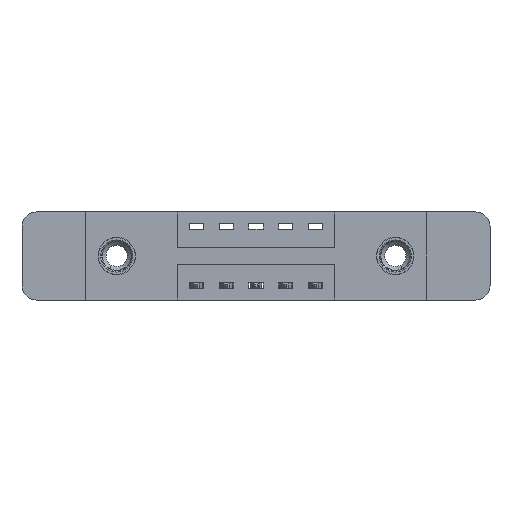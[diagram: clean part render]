
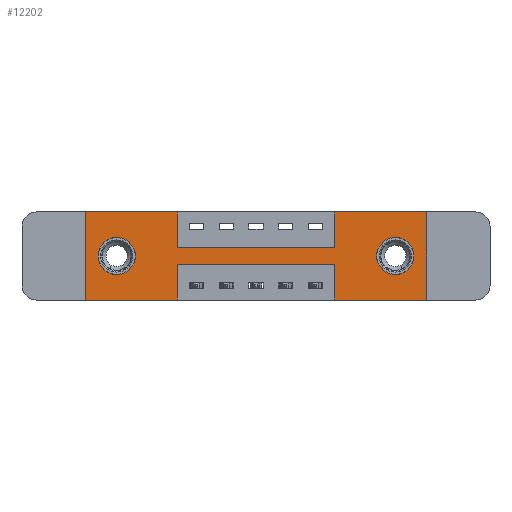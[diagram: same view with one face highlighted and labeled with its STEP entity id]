
A CAD part, front view. The second image highlights one B-rep face of the part: STEP entity #12202.
In plain terms, the highlighted planar face has unit normal (0, -1, 0).
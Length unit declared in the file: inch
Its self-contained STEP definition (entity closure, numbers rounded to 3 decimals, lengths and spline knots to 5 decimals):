
#184 = VECTOR ( 'NONE', #13596, 39.37008 ) ;
#299 = ORIENTED_EDGE ( 'NONE', *, *, #10753, .T. ) ;
#464 = CARTESIAN_POINT ( 'NONE',  ( 0.3875, 0., -0.37 ) ) ;
#468 = EDGE_LOOP ( 'NONE', ( #11808, #299 ) ) ;
#571 = EDGE_CURVE ( 'NONE', #5606, #13023, #3698, .T. ) ;
#604 = EDGE_CURVE ( 'NONE', #5700, #5406, #8215, .T. ) ;
#938 = CARTESIAN_POINT ( 'NONE',  ( 0.3875, 0., -0.15 ) ) ;
#1035 = CIRCLE ( 'NONE', #2846, 0.078 ) ;
#1133 = CARTESIAN_POINT ( 'NONE',  ( 1.0475, 0., -0.22 ) ) ;
#1254 = VECTOR ( 'NONE', #2730, 39.37008 ) ;
#1268 = VECTOR ( 'NONE', #4435, 39.37008 ) ;
#1345 = DIRECTION ( 'NONE',  ( 0., 0., 1. ) ) ;
#1502 = CARTESIAN_POINT ( 'NONE',  ( 1.3025, 0., -0.185 ) ) ;
#1573 = DIRECTION ( 'NONE',  ( 1., 0., 0. ) ) ;
#1575 = ORIENTED_EDGE ( 'NONE', *, *, #3035, .F. ) ;
#1737 = LINE ( 'NONE', #5948, #10715 ) ;
#1905 = CIRCLE ( 'NONE', #2813, 0.078 ) ;
#2000 = EDGE_CURVE ( 'NONE', #3080, #10312, #2520, .T. ) ;
#2087 = ORIENTED_EDGE ( 'NONE', *, *, #5425, .F. ) ;
#2089 = DIRECTION ( 'NONE',  ( 1., 0., 0. ) ) ;
#2358 = DIRECTION ( 'NONE',  ( 0., 1., 0. ) ) ;
#2462 = CARTESIAN_POINT ( 'NONE',  ( 0.3875, 0., -0.22 ) ) ;
#2520 = CIRCLE ( 'NONE', #6912, 0.078 ) ;
#2654 = CARTESIAN_POINT ( 'NONE',  ( 1.3025, 0., -0.185 ) ) ;
#2730 = DIRECTION ( 'NONE',  ( -1., 0., 0. ) ) ;
#2813 = AXIS2_PLACEMENT_3D ( 'NONE', #1502, #8828, #8898 ) ;
#2846 = AXIS2_PLACEMENT_3D ( 'NONE', #10070, #6885, #6067 ) ;
#2848 = ORIENTED_EDGE ( 'NONE', *, *, #6893, .F. ) ;
#2875 = CARTESIAN_POINT ( 'NONE',  ( 1.3025, 0., -0.263 ) ) ;
#3035 = EDGE_CURVE ( 'NONE', #11019, #13287, #1737, .T. ) ;
#3080 = VERTEX_POINT ( 'NONE', #11644 ) ;
#3116 = VERTEX_POINT ( 'NONE', #5646 ) ;
#3207 = DIRECTION ( 'NONE',  ( -1., 0., 0. ) ) ;
#3285 = VECTOR ( 'NONE', #7843, 39.37008 ) ;
#3523 = CARTESIAN_POINT ( 'NONE',  ( 0., 0., 0. ) ) ;
#3698 = LINE ( 'NONE', #3754, #1254 ) ;
#3754 = CARTESIAN_POINT ( 'NONE',  ( 0., 0., -0.37 ) ) ;
#3858 = DIRECTION ( 'NONE',  ( 0., 0., -1. ) ) ;
#3932 = AXIS2_PLACEMENT_3D ( 'NONE', #10219, #13307, #12226 ) ;
#4141 = ORIENTED_EDGE ( 'NONE', *, *, #13709, .F. ) ;
#4205 = EDGE_CURVE ( 'NONE', #5879, #3116, #9639, .T. ) ;
#4435 = DIRECTION ( 'NONE',  ( 0., 0., 1. ) ) ;
#4612 = ORIENTED_EDGE ( 'NONE', *, *, #8669, .F. ) ;
#4669 = EDGE_CURVE ( 'NONE', #13287, #13284, #8122, .T. ) ;
#4749 = CARTESIAN_POINT ( 'NONE',  ( 0.3875, 0., -0.15 ) ) ;
#4774 = FACE_OUTER_BOUND ( 'NONE', #6936, .T. ) ;
#4838 = VECTOR ( 'NONE', #9143, 39.37008 ) ;
#5257 = CIRCLE ( 'NONE', #13672, 0.078 ) ;
#5406 = VERTEX_POINT ( 'NONE', #11209 ) ;
#5425 = EDGE_CURVE ( 'NONE', #13023, #8933, #13593, .T. ) ;
#5449 = VECTOR ( 'NONE', #12207, 39.37008 ) ;
#5606 = VERTEX_POINT ( 'NONE', #5964 ) ;
#5612 = LINE ( 'NONE', #2462, #10953 ) ;
#5646 = CARTESIAN_POINT ( 'NONE',  ( 1.435, 0., 0. ) ) ;
#5700 = VERTEX_POINT ( 'NONE', #464 ) ;
#5879 = VERTEX_POINT ( 'NONE', #9232 ) ;
#5948 = CARTESIAN_POINT ( 'NONE',  ( 0.3875, 0., 0. ) ) ;
#5964 = CARTESIAN_POINT ( 'NONE',  ( 1.435, 0., -0.37 ) ) ;
#5997 = EDGE_LOOP ( 'NONE', ( #9174, #10889 ) ) ;
#6016 = PLANE ( 'NONE',  #3932 ) ;
#6018 = CARTESIAN_POINT ( 'NONE',  ( 1.0475, 0., 0. ) ) ;
#6067 = DIRECTION ( 'NONE',  ( 0., 0., 1. ) ) ;
#6216 = CARTESIAN_POINT ( 'NONE',  ( 1.0475, 0., -0.15 ) ) ;
#6510 = ORIENTED_EDGE ( 'NONE', *, *, #10958, .F. ) ;
#6531 = VECTOR ( 'NONE', #9855, 39.37008 ) ;
#6701 = LINE ( 'NONE', #13085, #5449 ) ;
#6775 = CARTESIAN_POINT ( 'NONE',  ( 0.1325, 0., -0.263 ) ) ;
#6789 = CARTESIAN_POINT ( 'NONE',  ( 1.0475, 0., -0.37 ) ) ;
#6803 = VECTOR ( 'NONE', #1573, 39.37008 ) ;
#6809 = LINE ( 'NONE', #11054, #6803 ) ;
#6885 = DIRECTION ( 'NONE',  ( 0., 1., 0. ) ) ;
#6893 = EDGE_CURVE ( 'NONE', #7115, #11019, #6809, .T. ) ;
#6912 = AXIS2_PLACEMENT_3D ( 'NONE', #11869, #2358, #1345 ) ;
#6936 = EDGE_LOOP ( 'NONE', ( #4141, #4612, #2087, #13143, #6510, #10375, #12811, #10203, #1575, #2848, #7156, #10627 ) ) ;
#6975 = FACE_BOUND ( 'NONE', #468, .T. ) ;
#7115 = VERTEX_POINT ( 'NONE', #13110 ) ;
#7156 = ORIENTED_EDGE ( 'NONE', *, *, #8052, .F. ) ;
#7348 = CARTESIAN_POINT ( 'NONE',  ( 0.3875, 0., -0.37 ) ) ;
#7843 = DIRECTION ( 'NONE',  ( 1., 0., 0. ) ) ;
#8052 = EDGE_CURVE ( 'NONE', #5406, #7115, #13007, .T. ) ;
#8054 = EDGE_CURVE ( 'NONE', #9496, #11873, #1905, .T. ) ;
#8122 = LINE ( 'NONE', #4749, #3285 ) ;
#8215 = LINE ( 'NONE', #10369, #12987 ) ;
#8275 = CARTESIAN_POINT ( 'NONE',  ( 0.3875, 0., -0.22 ) ) ;
#8528 = LINE ( 'NONE', #7348, #184 ) ;
#8663 = DIRECTION ( 'NONE',  ( 0., 1., 0. ) ) ;
#8669 = EDGE_CURVE ( 'NONE', #8933, #10184, #5612, .T. ) ;
#8828 = DIRECTION ( 'NONE',  ( 0., 1., 0. ) ) ;
#8878 = DIRECTION ( 'NONE',  ( 0., 0., -1. ) ) ;
#8898 = DIRECTION ( 'NONE',  ( 0., 0., -1. ) ) ;
#8933 = VERTEX_POINT ( 'NONE', #1133 ) ;
#9143 = DIRECTION ( 'NONE',  ( 0., 0., 1. ) ) ;
#9174 = ORIENTED_EDGE ( 'NONE', *, *, #8054, .T. ) ;
#9232 = CARTESIAN_POINT ( 'NONE',  ( 1.0475, 0., 0. ) ) ;
#9496 = VERTEX_POINT ( 'NONE', #12780 ) ;
#9639 = LINE ( 'NONE', #12773, #12792 ) ;
#9855 = DIRECTION ( 'NONE',  ( 0., 0., 1. ) ) ;
#10070 = CARTESIAN_POINT ( 'NONE',  ( 0.1325, 0., -0.185 ) ) ;
#10184 = VERTEX_POINT ( 'NONE', #8275 ) ;
#10203 = ORIENTED_EDGE ( 'NONE', *, *, #4669, .F. ) ;
#10219 = CARTESIAN_POINT ( 'NONE',  ( 0., 0., -0.37 ) ) ;
#10312 = VERTEX_POINT ( 'NONE', #6775 ) ;
#10369 = CARTESIAN_POINT ( 'NONE',  ( 0., 0., -0.37 ) ) ;
#10375 = ORIENTED_EDGE ( 'NONE', *, *, #4205, .F. ) ;
#10627 = ORIENTED_EDGE ( 'NONE', *, *, #604, .F. ) ;
#10715 = VECTOR ( 'NONE', #3858, 39.37008 ) ;
#10753 = EDGE_CURVE ( 'NONE', #10312, #3080, #1035, .T. ) ;
#10889 = ORIENTED_EDGE ( 'NONE', *, *, #12078, .T. ) ;
#10953 = VECTOR ( 'NONE', #11911, 39.37008 ) ;
#10958 = EDGE_CURVE ( 'NONE', #3116, #5606, #6701, .T. ) ;
#11019 = VERTEX_POINT ( 'NONE', #13420 ) ;
#11054 = CARTESIAN_POINT ( 'NONE',  ( 0., 0., 0. ) ) ;
#11209 = CARTESIAN_POINT ( 'NONE',  ( 0., 0., -0.37 ) ) ;
#11644 = CARTESIAN_POINT ( 'NONE',  ( 0.1325, 0., -0.107 ) ) ;
#11808 = ORIENTED_EDGE ( 'NONE', *, *, #2000, .T. ) ;
#11869 = CARTESIAN_POINT ( 'NONE',  ( 0.1325, 0., -0.185 ) ) ;
#11873 = VERTEX_POINT ( 'NONE', #2875 ) ;
#11911 = DIRECTION ( 'NONE',  ( -1., 0., 0. ) ) ;
#12078 = EDGE_CURVE ( 'NONE', #11873, #9496, #5257, .T. ) ;
#12202 = ADVANCED_FACE ( 'NONE', ( #13244, #6975, #4774 ), #6016, .T. ) ;
#12207 = DIRECTION ( 'NONE',  ( 0., 0., -1. ) ) ;
#12226 = DIRECTION ( 'NONE',  ( 0., 0., -1. ) ) ;
#12773 = CARTESIAN_POINT ( 'NONE',  ( 0., 0., 0. ) ) ;
#12780 = CARTESIAN_POINT ( 'NONE',  ( 1.3025, 0., -0.107 ) ) ;
#12792 = VECTOR ( 'NONE', #2089, 39.37008 ) ;
#12811 = ORIENTED_EDGE ( 'NONE', *, *, #13165, .F. ) ;
#12987 = VECTOR ( 'NONE', #3207, 39.37008 ) ;
#13007 = LINE ( 'NONE', #3523, #6531 ) ;
#13023 = VERTEX_POINT ( 'NONE', #6789 ) ;
#13085 = CARTESIAN_POINT ( 'NONE',  ( 1.435, 0., 0. ) ) ;
#13110 = CARTESIAN_POINT ( 'NONE',  ( 0., 0., 0. ) ) ;
#13143 = ORIENTED_EDGE ( 'NONE', *, *, #571, .F. ) ;
#13146 = CARTESIAN_POINT ( 'NONE',  ( 1.0475, 0., -0.37 ) ) ;
#13165 = EDGE_CURVE ( 'NONE', #13284, #5879, #13308, .T. ) ;
#13244 = FACE_BOUND ( 'NONE', #5997, .T. ) ;
#13284 = VERTEX_POINT ( 'NONE', #6216 ) ;
#13287 = VERTEX_POINT ( 'NONE', #938 ) ;
#13307 = DIRECTION ( 'NONE',  ( 0., -1., 0. ) ) ;
#13308 = LINE ( 'NONE', #6018, #4838 ) ;
#13420 = CARTESIAN_POINT ( 'NONE',  ( 0.3875, 0., 0. ) ) ;
#13593 = LINE ( 'NONE', #13146, #1268 ) ;
#13596 = DIRECTION ( 'NONE',  ( 0., 0., -1. ) ) ;
#13672 = AXIS2_PLACEMENT_3D ( 'NONE', #2654, #8663, #8878 ) ;
#13709 = EDGE_CURVE ( 'NONE', #10184, #5700, #8528, .T. ) ;
